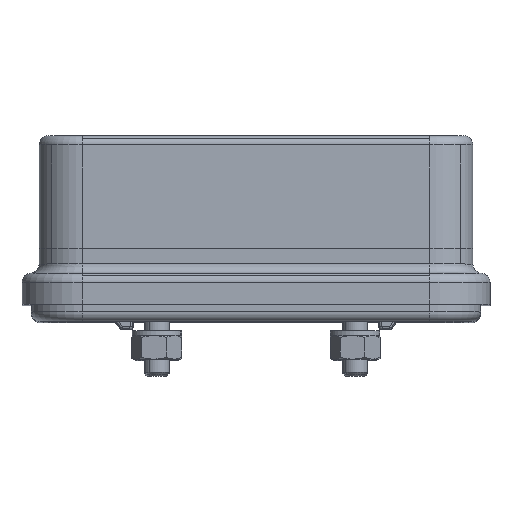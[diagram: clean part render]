
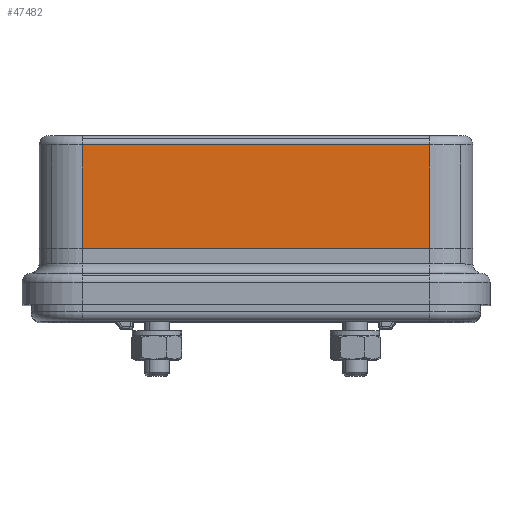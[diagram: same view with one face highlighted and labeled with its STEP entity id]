
A CAD part, top view. The second image highlights one B-rep face of the part: STEP entity #47482.
In plain terms, the highlighted planar face has unit normal (0, 0, 1).
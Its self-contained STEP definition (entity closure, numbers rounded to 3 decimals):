
#4961 = VERTEX_POINT ( 'NONE', #19684 ) ;
#5640 = DIRECTION ( 'NONE',  ( 1., 0., 0. ) ) ;
#6158 = AXIS2_PLACEMENT_3D ( 'NONE', #24660, #21037, #11864 ) ;
#6287 = CARTESIAN_POINT ( 'NONE',  ( 28., 9.2, 75.5 ) ) ;
#6362 = EDGE_CURVE ( 'NONE', #54069, #4961, #43222, .T. ) ;
#6376 = VECTOR ( 'NONE', #19105, 1000. ) ;
#8639 = CARTESIAN_POINT ( 'NONE',  ( -28., 9., 75.5 ) ) ;
#11297 = FACE_OUTER_BOUND ( 'NONE', #14384, .T. ) ;
#11864 = DIRECTION ( 'NONE',  ( 0., 1., 0. ) ) ;
#13804 = LINE ( 'NONE', #38853, #46301 ) ;
#14384 = EDGE_LOOP ( 'NONE', ( #35536, #19154, #18205, #42285 ) ) ;
#14963 = CARTESIAN_POINT ( 'NONE',  ( -28., 25.7, 75.5 ) ) ;
#17860 = VERTEX_POINT ( 'NONE', #52309 ) ;
#18205 = ORIENTED_EDGE ( 'NONE', *, *, #25412, .F. ) ;
#19105 = DIRECTION ( 'NONE',  ( 0., -1., 0. ) ) ;
#19154 = ORIENTED_EDGE ( 'NONE', *, *, #41227, .F. ) ;
#19684 = CARTESIAN_POINT ( 'NONE',  ( 28., 25.7, 75.5 ) ) ;
#21037 = DIRECTION ( 'NONE',  ( 0., 0., 1. ) ) ;
#22171 = CARTESIAN_POINT ( 'NONE',  ( -17., 9., 75.5 ) ) ;
#24660 = CARTESIAN_POINT ( 'NONE',  ( -34., 9.2, 75.5 ) ) ;
#25412 = EDGE_CURVE ( 'NONE', #4961, #17860, #27202, .T. ) ;
#27202 = LINE ( 'NONE', #6287, #6376 ) ;
#30798 = DIRECTION ( 'NONE',  ( 0., 1., 0. ) ) ;
#35085 = VECTOR ( 'NONE', #43044, 1000. ) ;
#35536 = ORIENTED_EDGE ( 'NONE', *, *, #48741, .F. ) ;
#38202 = VECTOR ( 'NONE', #5640, 1000. ) ;
#38209 = VERTEX_POINT ( 'NONE', #8639 ) ;
#38853 = CARTESIAN_POINT ( 'NONE',  ( -28., 9.2, 75.5 ) ) ;
#41227 = EDGE_CURVE ( 'NONE', #17860, #38209, #43304, .T. ) ;
#41899 = PLANE ( 'NONE',  #6158 ) ;
#42285 = ORIENTED_EDGE ( 'NONE', *, *, #6362, .F. ) ;
#43044 = DIRECTION ( 'NONE',  ( -1., 0., 0. ) ) ;
#43222 = LINE ( 'NONE', #51835, #38202 ) ;
#43304 = LINE ( 'NONE', #22171, #35085 ) ;
#46301 = VECTOR ( 'NONE', #30798, 1000. ) ;
#47482 = ADVANCED_FACE ( 'NONE', ( #11297 ), #41899, .T. ) ;
#48741 = EDGE_CURVE ( 'NONE', #38209, #54069, #13804, .T. ) ;
#51835 = CARTESIAN_POINT ( 'NONE',  ( -17., 25.7, 75.5 ) ) ;
#52309 = CARTESIAN_POINT ( 'NONE',  ( 28., 9., 75.5 ) ) ;
#54069 = VERTEX_POINT ( 'NONE', #14963 ) ;
